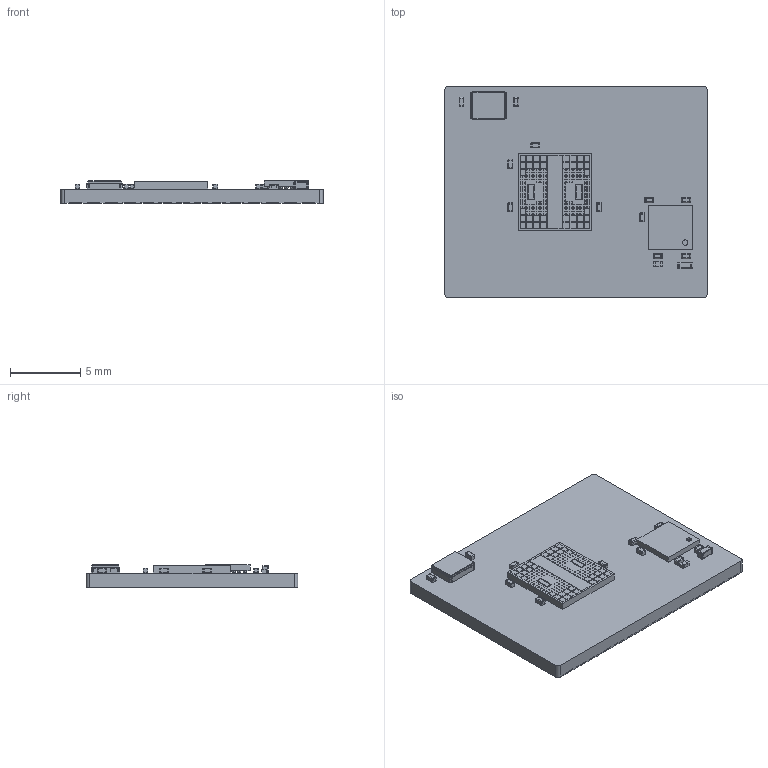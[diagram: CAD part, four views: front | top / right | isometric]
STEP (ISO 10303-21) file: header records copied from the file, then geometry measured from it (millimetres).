
FILE_DESCRIPTION (( 'STEP AP214' ), '1' );
FILE_NAME ('XM125.STEP', '2024-10-08T08:52:28', ( '' ), ( '' ), 'SwSTEP 2.0', 'SolidWorks 2023', '' );
FILE_SCHEMA (( 'AUTOMOTIVE_DESIGN' ));
Length unit declared in the file: millimetre
Products named in the file (1): XM125
Bounding box: 18.6 x 15 x 1.63 mm (x, y, z)
Surface area: 916 mm2 (no closed solid volume)
Topology: 0 solids, 296 shells, 2110 faces, 4707 edges, 2995 vertices
Faces by surface type: plane 1630, cylinder 286, sphere 194
Entity records: 79360 total; most frequent: CARTESIAN_POINT 9343, DIRECTION 9256, ORIENTED_EDGE 8730, EDGE_CURVE 4366, VECTOR 3694, LINE 3694, VERTEX_POINT 2848, AXIS2_PLACEMENT_3D 2781
